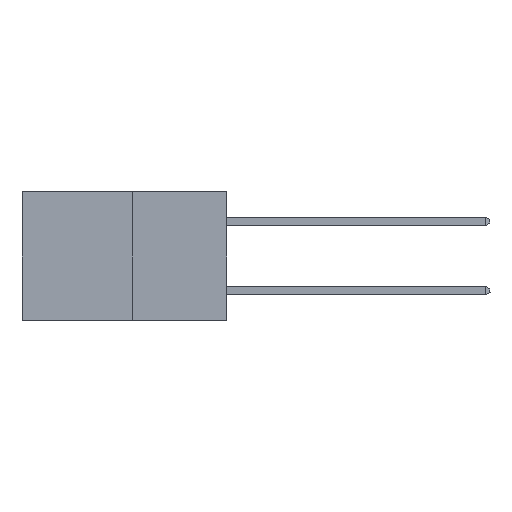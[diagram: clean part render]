
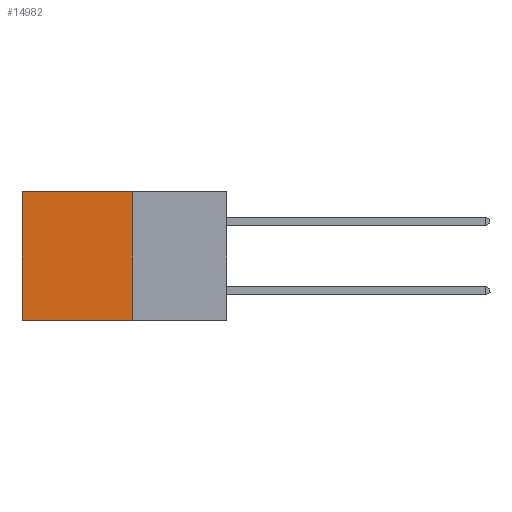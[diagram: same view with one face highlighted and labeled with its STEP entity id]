
A CAD part, left-side view. The second image highlights one B-rep face of the part: STEP entity #14982.
In plain terms, the highlighted planar face has unit normal (-1, 0, 0).
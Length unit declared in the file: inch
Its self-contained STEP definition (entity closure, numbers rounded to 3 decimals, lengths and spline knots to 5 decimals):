
#931 = CARTESIAN_POINT ( 'NONE',  ( 0.277, 0.27, -0.37 ) ) ;
#1031 = DIRECTION ( 'NONE',  ( 1., 0., 0. ) ) ;
#1070 = LINE ( 'NONE', #6088, #24466 ) ;
#1266 = CARTESIAN_POINT ( 'NONE',  ( 0.277, 0.27, 0. ) ) ;
#2255 = VERTEX_POINT ( 'NONE', #29706 ) ;
#2716 = VECTOR ( 'NONE', #10713, 39.37008 ) ;
#4193 = LINE ( 'NONE', #1266, #2716 ) ;
#4433 = DIRECTION ( 'NONE',  ( 0., 1., 0. ) ) ;
#4844 = CARTESIAN_POINT ( 'NONE',  ( 0.277, 0.59, 0. ) ) ;
#5900 = CARTESIAN_POINT ( 'NONE',  ( 0.277, 0.27, -0.37 ) ) ;
#6088 = CARTESIAN_POINT ( 'NONE',  ( 0.277, 0.59, -0.37 ) ) ;
#7294 = VECTOR ( 'NONE', #4433, 39.37008 ) ;
#7344 = VECTOR ( 'NONE', #12079, 39.37008 ) ;
#7935 = ORIENTED_EDGE ( 'NONE', *, *, #16518, .T. ) ;
#9873 = AXIS2_PLACEMENT_3D ( 'NONE', #931, #1031, #17362 ) ;
#10713 = DIRECTION ( 'NONE',  ( 0., 1., 0. ) ) ;
#12079 = DIRECTION ( 'NONE',  ( 0., 0., -1. ) ) ;
#12474 = EDGE_CURVE ( 'NONE', #20799, #19832, #25141, .T. ) ;
#12932 = FACE_OUTER_BOUND ( 'NONE', #21010, .T. ) ;
#14982 = ADVANCED_FACE ( 'NONE', ( #12932 ), #15013, .F. ) ;
#15013 = PLANE ( 'NONE',  #9873 ) ;
#16518 = EDGE_CURVE ( 'NONE', #23276, #19832, #1070, .T. ) ;
#17362 = DIRECTION ( 'NONE',  ( 0., 0., -1. ) ) ;
#18413 = CARTESIAN_POINT ( 'NONE',  ( 0.277, 0.27, -0.37 ) ) ;
#19012 = LINE ( 'NONE', #26071, #7344 ) ;
#19389 = ORIENTED_EDGE ( 'NONE', *, *, #24912, .T. ) ;
#19832 = VERTEX_POINT ( 'NONE', #28048 ) ;
#20799 = VERTEX_POINT ( 'NONE', #5900 ) ;
#21010 = EDGE_LOOP ( 'NONE', ( #7935, #23055, #24486, #19389 ) ) ;
#22420 = DIRECTION ( 'NONE',  ( 0., 0., -1. ) ) ;
#23055 = ORIENTED_EDGE ( 'NONE', *, *, #12474, .F. ) ;
#23276 = VERTEX_POINT ( 'NONE', #4844 ) ;
#24466 = VECTOR ( 'NONE', #22420, 39.37008 ) ;
#24486 = ORIENTED_EDGE ( 'NONE', *, *, #29321, .F. ) ;
#24912 = EDGE_CURVE ( 'NONE', #2255, #23276, #4193, .T. ) ;
#25141 = LINE ( 'NONE', #18413, #7294 ) ;
#26071 = CARTESIAN_POINT ( 'NONE',  ( 0.277, 0.27, -0.37 ) ) ;
#28048 = CARTESIAN_POINT ( 'NONE',  ( 0.277, 0.59, -0.37 ) ) ;
#29321 = EDGE_CURVE ( 'NONE', #2255, #20799, #19012, .T. ) ;
#29706 = CARTESIAN_POINT ( 'NONE',  ( 0.277, 0.27, 0. ) ) ;
